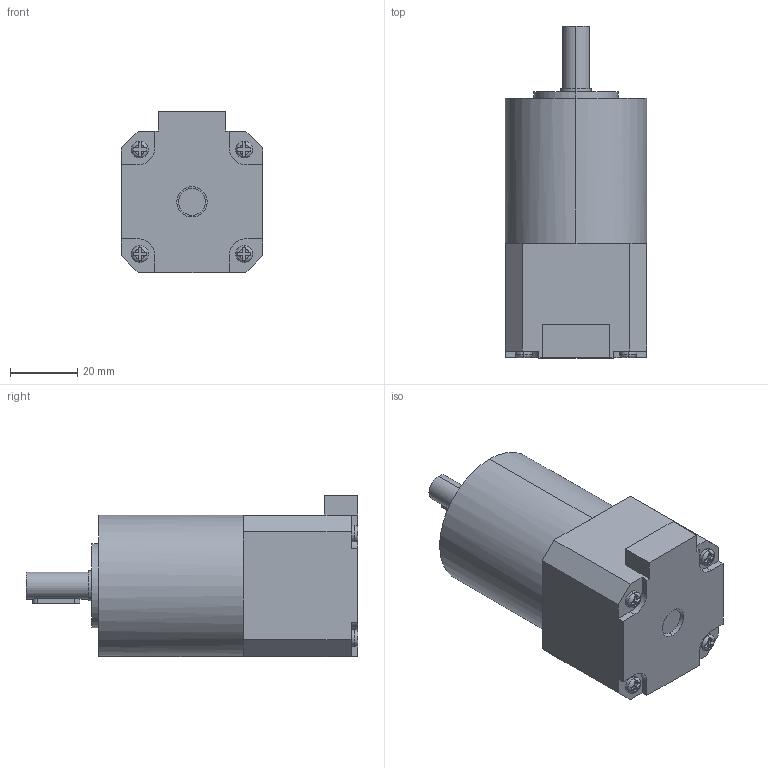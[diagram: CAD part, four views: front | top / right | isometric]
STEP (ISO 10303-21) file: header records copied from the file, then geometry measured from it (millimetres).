
FILE_DESCRIPTION (( 'STEP AP203' ), '1' );
FILE_NAME ('42SG1150-005.STEP', '2021-07-23T06:59:37', ( '微软用户' ), ( '微软中国' ), 'SwSTEP 2.0', 'SolidWorks 2016', '' );
FILE_SCHEMA (( 'CONFIG_CONTROL_DESIGN' ));
Length unit declared in the file: millimetre
Products named in the file (1): 42SG1150-005
Bounding box: 42 x 98.5 x 47.8 mm (x, y, z)
Volume: 119895.1 mm3; surface area: 16295.7 mm2
Topology: 1 solids, 1 shells, 174 faces, 451 edges, 291 vertices
Faces by surface type: plane 118, cylinder 46, torus 8, cone 2
Entity records: 5564 total; most frequent: CARTESIAN_POINT 1239, ORIENTED_EDGE 898, DIRECTION 869, EDGE_CURVE 449, AXIS2_PLACEMENT_3D 305, VERTEX_POINT 291, VECTOR 259, LINE 259
